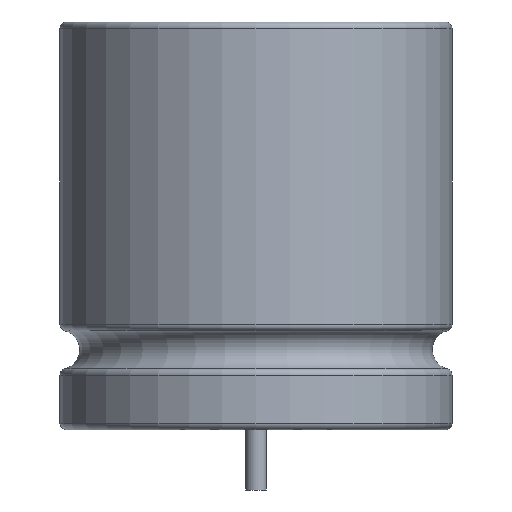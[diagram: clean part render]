
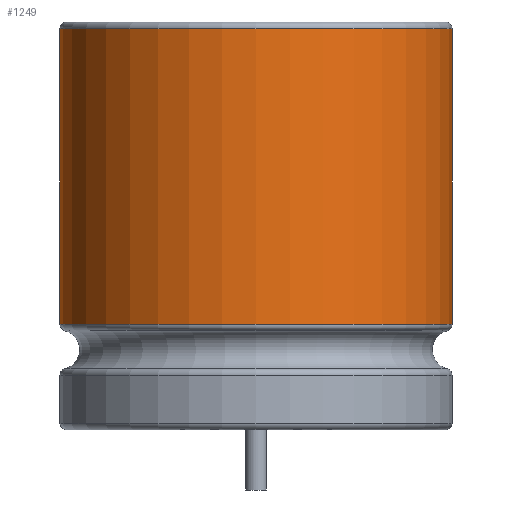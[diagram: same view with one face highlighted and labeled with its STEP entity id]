
A CAD part, left-side view. The second image highlights one B-rep face of the part: STEP entity #1249.
In plain terms, the highlighted cylindrical face has radius 6.25 mm (diameter 12.5 mm), a full revolution.
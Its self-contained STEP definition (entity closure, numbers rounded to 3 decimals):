
#101=FACE_OUTER_BOUND('',#190,.T.);
#190=EDGE_LOOP('',(#865,#866,#867,#868));
#274=LINE('',#2028,#363);
#363=VECTOR('',#1588,6.25);
#460=CIRCLE('',#1375,6.25);
#462=CIRCLE('',#1378,6.25);
#548=VERTEX_POINT('',#2022);
#549=VERTEX_POINT('',#2026);
#671=EDGE_CURVE('',#548,#548,#460,.T.);
#673=EDGE_CURVE('',#549,#549,#462,.T.);
#674=EDGE_CURVE('',#549,#548,#274,.T.);
#865=ORIENTED_EDGE('',*,*,#673,.F.);
#866=ORIENTED_EDGE('',*,*,#674,.T.);
#867=ORIENTED_EDGE('',*,*,#671,.T.);
#868=ORIENTED_EDGE('',*,*,#674,.F.);
#1201=CYLINDRICAL_SURFACE('',#1377,6.25);
#1249=ADVANCED_FACE('',(#101),#1201,.T.);
#1375=AXIS2_PLACEMENT_3D('',#2023,#1580,#1581);
#1377=AXIS2_PLACEMENT_3D('',#2025,#1584,#1585);
#1378=AXIS2_PLACEMENT_3D('',#2027,#1586,#1587);
#1580=DIRECTION('center_axis',(0.,0.,1.));
#1581=DIRECTION('ref_axis',(1.,0.,0.));
#1584=DIRECTION('center_axis',(0.,0.,1.));
#1585=DIRECTION('ref_axis',(1.,0.,0.));
#1586=DIRECTION('center_axis',(0.,0.,1.));
#1587=DIRECTION('ref_axis',(1.,0.,0.));
#1588=DIRECTION('',(0.,0.,-1.));
#2022=CARTESIAN_POINT('',(-6.25,0.,3.357));
#2023=CARTESIAN_POINT('Origin',(0.,0.,3.357));
#2025=CARTESIAN_POINT('Origin',(0.,0.,8.074));
#2026=CARTESIAN_POINT('',(-6.25,0.,12.792));
#2027=CARTESIAN_POINT('Origin',(0.,0.,12.792));
#2028=CARTESIAN_POINT('',(-6.25,0.,8.074));
